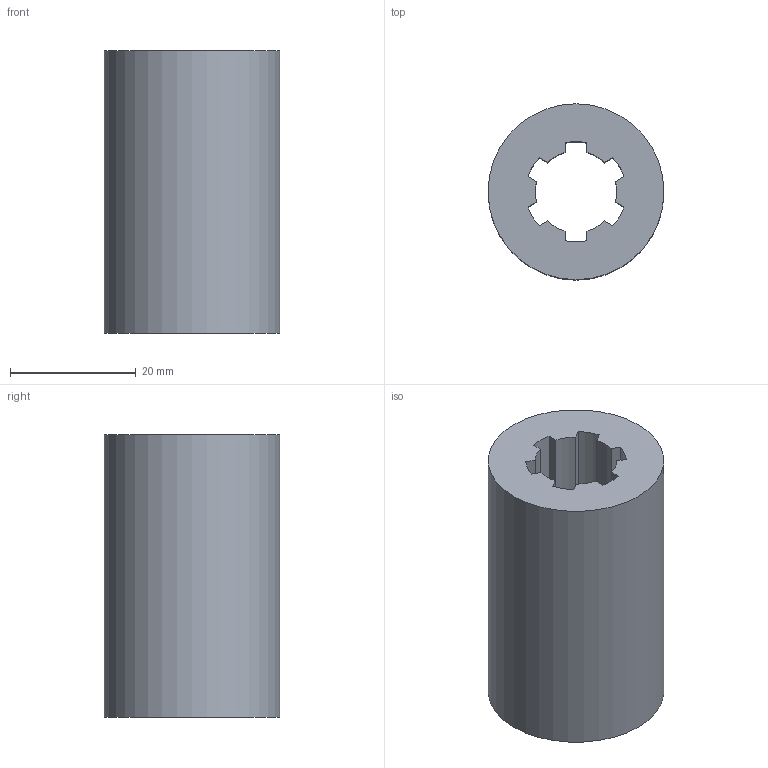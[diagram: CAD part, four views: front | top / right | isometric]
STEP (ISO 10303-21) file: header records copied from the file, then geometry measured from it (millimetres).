
FILE_DESCRIPTION(/* description */ ('Alibre Inc.'),/* implementation_level */ '2;1');
FILE_NAME(/* name */ 'export0',/* time_stamp */ '2012-10-19T13:22:22+02:00',/* author */ (''),/* organization */ (''),/* preprocessor_version */ 'ST-DEVELOPER v14',/* originating_system */ 'Alibre',/* authorisation */ '');
FILE_SCHEMA (('CONFIG_CONTROL_DESIGN'));
Length unit declared in the file: centimetre
Products named in the file (1): ID_1
Bounding box: 28 x 28 x 45 mm (x, y, z)
Volume: 20304.1 mm3; surface area: 7529.5 mm2
Topology: 1 solids, 1 shells, 27 faces, 75 edges, 50 vertices
Faces by surface type: plane 14, cylinder 13
Full cylindrical faces by diameter (mm): 28 x1
Entity records: 945 total; most frequent: CARTESIAN_POINT 151, ORIENTED_EDGE 148, DIRECTION 140, EDGE_CURVE 74, AXIS2_PLACEMENT_3D 53, VERTEX_POINT 50, VECTOR 48, LINE 48
